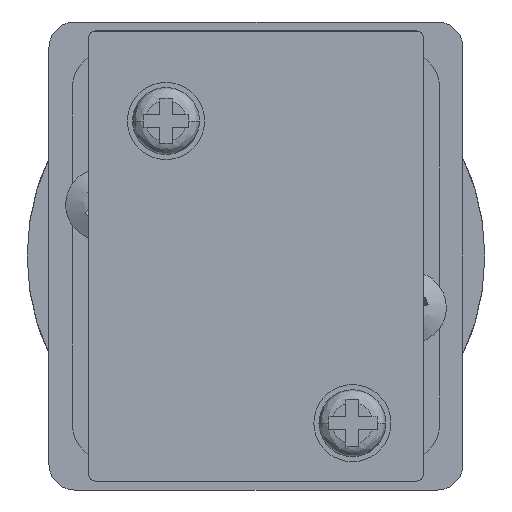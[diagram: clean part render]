
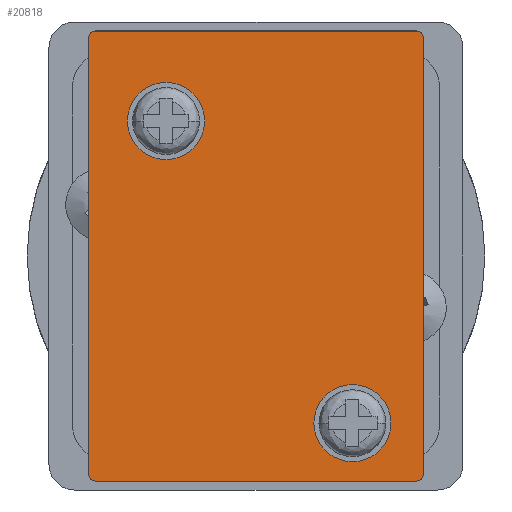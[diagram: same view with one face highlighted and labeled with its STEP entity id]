
A CAD part, front view. The second image highlights one B-rep face of the part: STEP entity #20818.
In plain terms, the highlighted planar face has unit normal (0, -1, 0).
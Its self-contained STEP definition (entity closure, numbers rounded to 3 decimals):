
#33 = EDGE_CURVE ( 'NONE', #17030, #17633, #1023, .T. ) ;
#319 = VERTEX_POINT ( 'NONE', #413 ) ;
#330 = ORIENTED_EDGE ( 'NONE', *, *, #5958, .F. ) ;
#413 = CARTESIAN_POINT ( 'NONE',  ( 4.5, -41.361, -47.861 ) ) ;
#886 = CARTESIAN_POINT ( 'NONE',  ( 7.5, -41.361, -47.861 ) ) ;
#998 = ORIENTED_EDGE ( 'NONE', *, *, #33, .F. ) ;
#1023 = CIRCLE ( 'NONE', #14860, 0.5 ) ;
#1060 = AXIS2_PLACEMENT_3D ( 'NONE', #3393, #18108, #5463 ) ;
#1104 = EDGE_CURVE ( 'NONE', #18929, #23303, #15096, .T. ) ;
#2132 = CIRCLE ( 'NONE', #12913, 3. ) ;
#2157 = CARTESIAN_POINT ( 'NONE',  ( -10., -41.361, -24.361 ) ) ;
#3023 = DIRECTION ( 'NONE',  ( 1., 0., 0. ) ) ;
#3028 = VECTOR ( 'NONE', #19815, 1000. ) ;
#3393 = CARTESIAN_POINT ( 'NONE',  ( -7., -41.361, -24.361 ) ) ;
#3641 = CARTESIAN_POINT ( 'NONE',  ( 0., -41.361, -34.861 ) ) ;
#3757 = EDGE_LOOP ( 'NONE', ( #22798, #7081 ) ) ;
#3773 = CARTESIAN_POINT ( 'NONE',  ( -13., -41.361, -17.861 ) ) ;
#3798 = EDGE_CURVE ( 'NONE', #20224, #18929, #4676, .T. ) ;
#4162 = EDGE_CURVE ( 'NONE', #24226, #17030, #14181, .T. ) ;
#4260 = CIRCLE ( 'NONE', #18260, 0.5 ) ;
#4564 = EDGE_CURVE ( 'NONE', #13345, #23303, #26636, .T. ) ;
#4676 = LINE ( 'NONE', #24969, #15186 ) ;
#4999 = CIRCLE ( 'NONE', #25816, 0.5 ) ;
#5463 = DIRECTION ( 'NONE',  ( 1., 0., 0. ) ) ;
#5577 = EDGE_CURVE ( 'NONE', #13408, #20224, #4260, .T. ) ;
#5913 = AXIS2_PLACEMENT_3D ( 'NONE', #10635, #25311, #12760 ) ;
#5958 = EDGE_CURVE ( 'NONE', #12680, #319, #21640, .T. ) ;
#6491 = DIRECTION ( 'NONE',  ( 0., 1., 0. ) ) ;
#6948 = CARTESIAN_POINT ( 'NONE',  ( 13., -41.361, -17.361 ) ) ;
#7081 = ORIENTED_EDGE ( 'NONE', *, *, #26637, .F. ) ;
#7292 = CARTESIAN_POINT ( 'NONE',  ( 0., -41.361, -52.361 ) ) ;
#7793 = CARTESIAN_POINT ( 'NONE',  ( 13., -41.361, -51.861 ) ) ;
#8416 = ORIENTED_EDGE ( 'NONE', *, *, #4162, .F. ) ;
#8626 = ORIENTED_EDGE ( 'NONE', *, *, #12334, .F. ) ;
#9822 = DIRECTION ( 'NONE',  ( 0., 1., 0. ) ) ;
#9881 = VECTOR ( 'NONE', #13297, 1000. ) ;
#9951 = DIRECTION ( 'NONE',  ( -1., 0., 0. ) ) ;
#10148 = CARTESIAN_POINT ( 'NONE',  ( -13., -41.361, -34.861 ) ) ;
#10635 = CARTESIAN_POINT ( 'NONE',  ( 7.5, -41.361, -47.861 ) ) ;
#10991 = VERTEX_POINT ( 'NONE', #2157 ) ;
#11150 = CARTESIAN_POINT ( 'NONE',  ( 10.5, -41.361, -47.861 ) ) ;
#11280 = CARTESIAN_POINT ( 'NONE',  ( -7., -41.361, -24.361 ) ) ;
#11343 = CARTESIAN_POINT ( 'NONE',  ( -13., -41.361, -51.861 ) ) ;
#11428 = CARTESIAN_POINT ( 'NONE',  ( 12.5, -41.361, -17.861 ) ) ;
#12252 = AXIS2_PLACEMENT_3D ( 'NONE', #11428, #17120, #23793 ) ;
#12271 = DIRECTION ( 'NONE',  ( 0., 0., 1. ) ) ;
#12334 = EDGE_CURVE ( 'NONE', #17633, #13408, #20542, .T. ) ;
#12573 = CARTESIAN_POINT ( 'NONE',  ( 12.5, -41.361, -17.361 ) ) ;
#12680 = VERTEX_POINT ( 'NONE', #11150 ) ;
#12760 = DIRECTION ( 'NONE',  ( 1., 0., 0. ) ) ;
#12770 = ORIENTED_EDGE ( 'NONE', *, *, #23100, .F. ) ;
#12913 = AXIS2_PLACEMENT_3D ( 'NONE', #11280, #25951, #13404 ) ;
#13297 = DIRECTION ( 'NONE',  ( 0., 0., 1. ) ) ;
#13345 = VERTEX_POINT ( 'NONE', #7793 ) ;
#13404 = DIRECTION ( 'NONE',  ( 1., 0., 0. ) ) ;
#13408 = VERTEX_POINT ( 'NONE', #3773 ) ;
#13957 = CARTESIAN_POINT ( 'NONE',  ( 12.5, -41.361, -52.361 ) ) ;
#14121 = CARTESIAN_POINT ( 'NONE',  ( -12.5, -41.361, -52.361 ) ) ;
#14181 = LINE ( 'NONE', #7292, #3028 ) ;
#14230 = FACE_OUTER_BOUND ( 'NONE', #16802, .T. ) ;
#14514 = DIRECTION ( 'NONE',  ( 1., 0., 0. ) ) ;
#14860 = AXIS2_PLACEMENT_3D ( 'NONE', #23504, #21508, #23329 ) ;
#14953 = VECTOR ( 'NONE', #12271, 1000. ) ;
#15096 = CIRCLE ( 'NONE', #12252, 0.5 ) ;
#15098 = EDGE_CURVE ( 'NONE', #13345, #24226, #4999, .T. ) ;
#15146 = CIRCLE ( 'NONE', #1060, 3. ) ;
#15186 = VECTOR ( 'NONE', #14514, 1000. ) ;
#15282 = AXIS2_PLACEMENT_3D ( 'NONE', #3641, #22513, #9951 ) ;
#15347 = ORIENTED_EDGE ( 'NONE', *, *, #3798, .F. ) ;
#15598 = DIRECTION ( 'NONE',  ( 0., -1., 0. ) ) ;
#16425 = VERTEX_POINT ( 'NONE', #22121 ) ;
#16710 = ORIENTED_EDGE ( 'NONE', *, *, #15098, .F. ) ;
#16802 = EDGE_LOOP ( 'NONE', ( #18587, #8626, #998, #8416, #16710, #22001, #23298, #15347 ) ) ;
#17030 = VERTEX_POINT ( 'NONE', #14121 ) ;
#17120 = DIRECTION ( 'NONE',  ( 0., 1., 0. ) ) ;
#17633 = VERTEX_POINT ( 'NONE', #11343 ) ;
#18108 = DIRECTION ( 'NONE',  ( 0., -1., 0. ) ) ;
#18260 = AXIS2_PLACEMENT_3D ( 'NONE', #22399, #9822, #24489 ) ;
#18503 = AXIS2_PLACEMENT_3D ( 'NONE', #886, #15598, #3023 ) ;
#18587 = ORIENTED_EDGE ( 'NONE', *, *, #5577, .F. ) ;
#18929 = VERTEX_POINT ( 'NONE', #12573 ) ;
#19112 = CARTESIAN_POINT ( 'NONE',  ( 12.5, -41.361, -51.861 ) ) ;
#19815 = DIRECTION ( 'NONE',  ( -1., 0., 0. ) ) ;
#19839 = FACE_BOUND ( 'NONE', #3757, .T. ) ;
#20224 = VERTEX_POINT ( 'NONE', #25215 ) ;
#20436 = PLANE ( 'NONE',  #15282 ) ;
#20542 = LINE ( 'NONE', #10148, #14953 ) ;
#20818 = ADVANCED_FACE ( 'NONE', ( #14230, #21138, #19839 ), #20436, .F. ) ;
#21138 = FACE_BOUND ( 'NONE', #24574, .T. ) ;
#21189 = DIRECTION ( 'NONE',  ( -1., 0., 0. ) ) ;
#21508 = DIRECTION ( 'NONE',  ( 0., 1., 0. ) ) ;
#21640 = CIRCLE ( 'NONE', #5913, 3. ) ;
#22001 = ORIENTED_EDGE ( 'NONE', *, *, #4564, .T. ) ;
#22121 = CARTESIAN_POINT ( 'NONE',  ( -4., -41.361, -24.361 ) ) ;
#22399 = CARTESIAN_POINT ( 'NONE',  ( -12.5, -41.361, -17.861 ) ) ;
#22513 = DIRECTION ( 'NONE',  ( 0., 1., 0. ) ) ;
#22691 = CIRCLE ( 'NONE', #18503, 3. ) ;
#22798 = ORIENTED_EDGE ( 'NONE', *, *, #23204, .F. ) ;
#23100 = EDGE_CURVE ( 'NONE', #319, #12680, #22691, .T. ) ;
#23204 = EDGE_CURVE ( 'NONE', #16425, #10991, #15146, .T. ) ;
#23298 = ORIENTED_EDGE ( 'NONE', *, *, #1104, .F. ) ;
#23303 = VERTEX_POINT ( 'NONE', #24648 ) ;
#23329 = DIRECTION ( 'NONE',  ( -1., 0., 0. ) ) ;
#23504 = CARTESIAN_POINT ( 'NONE',  ( -12.5, -41.361, -51.861 ) ) ;
#23793 = DIRECTION ( 'NONE',  ( -1., 0., 0. ) ) ;
#24226 = VERTEX_POINT ( 'NONE', #13957 ) ;
#24489 = DIRECTION ( 'NONE',  ( -1., 0., 0. ) ) ;
#24574 = EDGE_LOOP ( 'NONE', ( #330, #12770 ) ) ;
#24648 = CARTESIAN_POINT ( 'NONE',  ( 13., -41.361, -17.861 ) ) ;
#24969 = CARTESIAN_POINT ( 'NONE',  ( 0., -41.361, -17.361 ) ) ;
#25215 = CARTESIAN_POINT ( 'NONE',  ( -12.5, -41.361, -17.361 ) ) ;
#25311 = DIRECTION ( 'NONE',  ( 0., -1., 0. ) ) ;
#25816 = AXIS2_PLACEMENT_3D ( 'NONE', #19112, #6491, #21189 ) ;
#25951 = DIRECTION ( 'NONE',  ( 0., -1., 0. ) ) ;
#26636 = LINE ( 'NONE', #6948, #9881 ) ;
#26637 = EDGE_CURVE ( 'NONE', #10991, #16425, #2132, .T. ) ;
